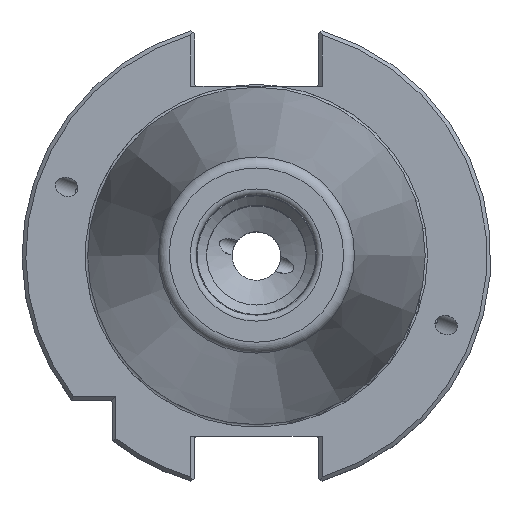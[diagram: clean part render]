
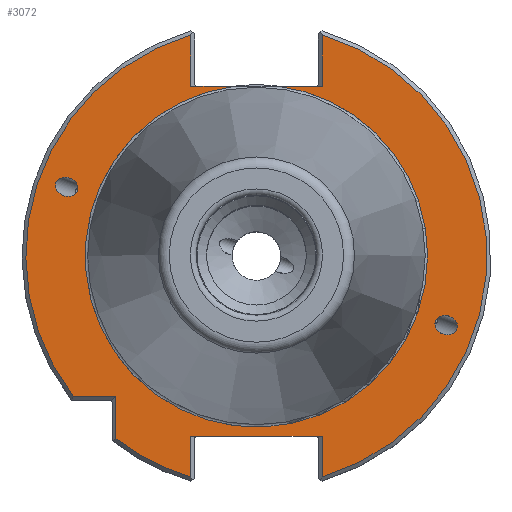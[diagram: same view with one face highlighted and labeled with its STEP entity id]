
A CAD part, top view. The second image highlights one B-rep face of the part: STEP entity #3072.
In plain terms, the highlighted planar face has unit normal (0, 0, 1).
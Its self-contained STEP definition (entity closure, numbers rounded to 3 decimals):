
#20=ELLIPSE('',#3244,2.381,1.95);
#23=ELLIPSE('',#3257,2.381,1.95);
#60=LINE('',#4550,#160);
#64=LINE('',#4566,#164);
#76=LINE('',#4722,#176);
#81=LINE('',#4736,#181);
#102=LINE('',#4802,#202);
#103=LINE('',#4804,#203);
#104=LINE('',#4806,#204);
#105=LINE('',#4807,#205);
#106=LINE('',#4808,#206);
#160=VECTOR('',#3663,1000.);
#164=VECTOR('',#3673,1000.);
#176=VECTOR('',#3769,1000.);
#181=VECTOR('',#3780,1000.);
#202=VECTOR('',#3839,1000.);
#203=VECTOR('',#3842,1000.);
#204=VECTOR('',#3843,1000.);
#205=VECTOR('',#3844,1000.);
#206=VECTOR('',#3845,1000.);
#317=PLANE('',#3313);
#402=CIRCLE('',#3250,47.95);
#404=CIRCLE('',#3253,35.591);
#405=CIRCLE('',#3255,47.95);
#406=CIRCLE('',#3259,47.95);
#844=ORIENTED_EDGE('',*,*,#1170,.F.);
#845=ORIENTED_EDGE('',*,*,#1169,.T.);
#846=ORIENTED_EDGE('',*,*,#1250,.T.);
#847=ORIENTED_EDGE('',*,*,#1251,.F.);
#848=ORIENTED_EDGE('',*,*,#1252,.T.);
#849=ORIENTED_EDGE('',*,*,#1172,.T.);
#850=ORIENTED_EDGE('',*,*,#1220,.T.);
#851=ORIENTED_EDGE('',*,*,#1253,.F.);
#852=ORIENTED_EDGE('',*,*,#1167,.F.);
#853=ORIENTED_EDGE('',*,*,#1254,.F.);
#854=ORIENTED_EDGE('',*,*,#1213,.T.);
#855=ORIENTED_EDGE('',*,*,#1164,.T.);
#856=ORIENTED_EDGE('',*,*,#1163,.T.);
#857=ORIENTED_EDGE('',*,*,#1156,.T.);
#858=ORIENTED_EDGE('',*,*,#1154,.F.);
#1154=EDGE_CURVE('',#1427,#1427,#20,.T.);
#1156=EDGE_CURVE('',#1429,#1428,#60,.T.);
#1163=EDGE_CURVE('',#1432,#1429,#64,.T.);
#1164=EDGE_CURVE('',#1434,#1432,#402,.T.);
#1167=EDGE_CURVE('',#1436,#1435,#404,.T.);
#1169=EDGE_CURVE('',#1428,#1437,#405,.T.);
#1170=EDGE_CURVE('',#1438,#1438,#23,.T.);
#1172=EDGE_CURVE('',#1441,#1440,#406,.T.);
#1213=EDGE_CURVE('',#1464,#1434,#76,.T.);
#1220=EDGE_CURVE('',#1440,#1469,#81,.T.);
#1250=EDGE_CURVE('',#1437,#1487,#102,.T.);
#1251=EDGE_CURVE('',#1488,#1487,#103,.T.);
#1252=EDGE_CURVE('',#1488,#1441,#104,.T.);
#1253=EDGE_CURVE('',#1435,#1469,#105,.T.);
#1254=EDGE_CURVE('',#1464,#1436,#106,.T.);
#1427=VERTEX_POINT('',#4543);
#1428=VERTEX_POINT('',#4549);
#1429=VERTEX_POINT('',#4551);
#1432=VERTEX_POINT('',#4562);
#1434=VERTEX_POINT('',#4569);
#1435=VERTEX_POINT('',#4576);
#1436=VERTEX_POINT('',#4577);
#1437=VERTEX_POINT('',#4584);
#1438=VERTEX_POINT('',#4588);
#1440=VERTEX_POINT('',#4595);
#1441=VERTEX_POINT('',#4597);
#1464=VERTEX_POINT('',#4723);
#1469=VERTEX_POINT('',#4735);
#1487=VERTEX_POINT('',#4801);
#1488=VERTEX_POINT('',#4805);
#1748=EDGE_LOOP('',(#844));
#1749=EDGE_LOOP('',(#845,#846,#847,#848,#849,#850,#851,#852,#853,#854,#855,
#856,#857));
#1750=EDGE_LOOP('',(#858));
#1947=FACE_BOUND('',#1748,.T.);
#1948=FACE_BOUND('',#1749,.T.);
#1949=FACE_BOUND('',#1750,.T.);
#3072=ADVANCED_FACE('',(#1947,#1948,#1949),#317,.T.);
#3244=AXIS2_PLACEMENT_3D('',#4542,#3659,#3660);
#3250=AXIS2_PLACEMENT_3D('',#4568,#3676,#3677);
#3253=AXIS2_PLACEMENT_3D('',#4578,#3682,#3683);
#3255=AXIS2_PLACEMENT_3D('',#4585,#3686,#3687);
#3257=AXIS2_PLACEMENT_3D('',#4587,#3690,#3691);
#3259=AXIS2_PLACEMENT_3D('',#4596,#3694,#3695);
#3313=AXIS2_PLACEMENT_3D('',#4803,#3840,#3841);
#3659=DIRECTION('',(0.,0.,1.));
#3660=DIRECTION('',(-0.94,0.342,0.));
#3663=DIRECTION('',(0.,-1.,0.));
#3673=DIRECTION('',(1.,0.,0.));
#3676=DIRECTION('',(0.,0.,1.));
#3677=DIRECTION('',(1.,0.,0.));
#3682=DIRECTION('',(0.,0.,1.));
#3683=DIRECTION('',(1.,0.,0.));
#3686=DIRECTION('',(0.,0.,1.));
#3687=DIRECTION('',(1.,0.,0.));
#3690=DIRECTION('',(0.,0.,1.));
#3691=DIRECTION('',(0.94,-0.342,0.));
#3694=DIRECTION('',(0.,0.,1.));
#3695=DIRECTION('',(1.,0.,0.));
#3769=DIRECTION('',(0.,1.,0.));
#3780=DIRECTION('',(0.,-1.,0.));
#3839=DIRECTION('',(0.,1.,0.));
#3840=DIRECTION('',(0.,0.,1.));
#3841=DIRECTION('',(1.,0.,0.));
#3842=DIRECTION('',(-1.,0.,0.));
#3843=DIRECTION('',(0.,-1.,0.));
#3844=DIRECTION('',(1.,0.,0.));
#3845=DIRECTION('',(1.,0.,0.));
#4542=CARTESIAN_POINT('',(39.467,-14.365,-3.2));
#4543=CARTESIAN_POINT('',(37.23,-13.551,-3.2));
#4549=CARTESIAN_POINT('',(-29.2,-38.034,-3.2));
#4550=CARTESIAN_POINT('',(-29.2,-38.616,-3.2));
#4551=CARTESIAN_POINT('',(-29.2,-29.2,-3.2));
#4562=CARTESIAN_POINT('',(-38.034,-29.2,-3.2));
#4566=CARTESIAN_POINT('',(-30.,-29.2,-3.2));
#4568=CARTESIAN_POINT('',(0.,0.,-3.2));
#4569=CARTESIAN_POINT('',(-13.65,45.966,-3.2));
#4576=CARTESIAN_POINT('',(4.543,35.3,-3.2));
#4577=CARTESIAN_POINT('',(-4.543,35.3,-3.2));
#4578=CARTESIAN_POINT('',(0.,0.,-3.2));
#4584=CARTESIAN_POINT('',(-13.65,-45.966,-3.2));
#4585=CARTESIAN_POINT('',(0.,0.,-3.2));
#4587=CARTESIAN_POINT('',(-39.467,14.365,-3.2));
#4588=CARTESIAN_POINT('',(-37.23,13.551,-3.2));
#4595=CARTESIAN_POINT('',(13.65,45.966,-3.2));
#4596=CARTESIAN_POINT('',(0.,0.,-3.2));
#4597=CARTESIAN_POINT('',(13.65,-45.966,-3.2));
#4722=CARTESIAN_POINT('',(-13.65,47.181,-3.2));
#4723=CARTESIAN_POINT('',(-13.65,35.3,-3.2));
#4735=CARTESIAN_POINT('',(13.65,35.3,-3.2));
#4736=CARTESIAN_POINT('',(13.65,35.3,-3.2));
#4801=CARTESIAN_POINT('',(-13.65,-37.5,-3.2));
#4802=CARTESIAN_POINT('',(-13.65,-37.5,-3.2));
#4803=CARTESIAN_POINT('',(35.591,0.,-3.2));
#4804=CARTESIAN_POINT('',(12.85,-37.5,-3.2));
#4805=CARTESIAN_POINT('',(13.65,-37.5,-3.2));
#4806=CARTESIAN_POINT('',(13.65,-47.181,-3.2));
#4807=CARTESIAN_POINT('',(-12.85,35.3,-3.2));
#4808=CARTESIAN_POINT('',(-12.85,35.3,-3.2));
